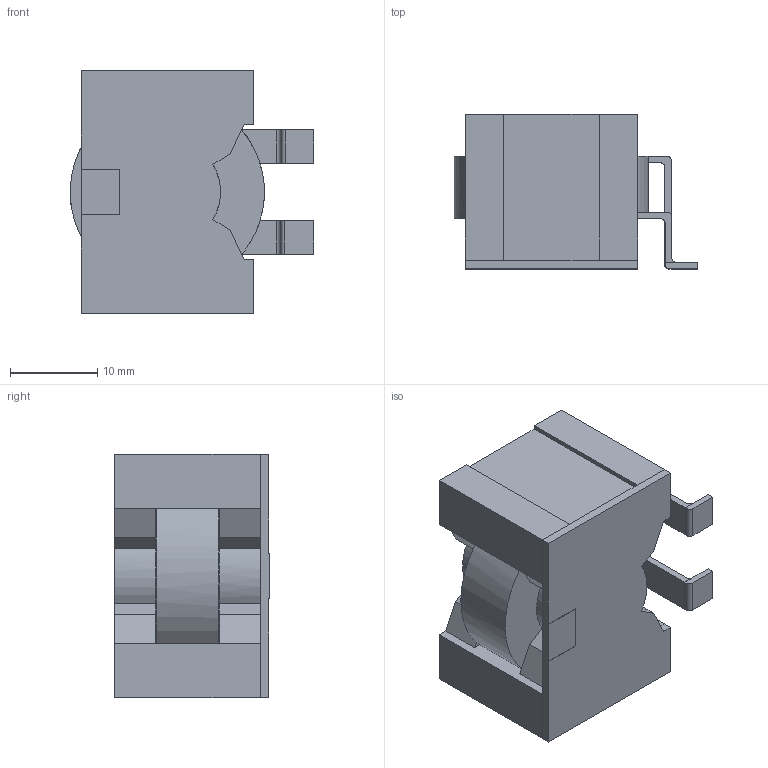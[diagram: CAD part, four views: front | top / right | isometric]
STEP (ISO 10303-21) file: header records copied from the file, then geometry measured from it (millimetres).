
FILE_DESCRIPTION (( 'STEP AP214' ), '1' );
FILE_NAME ('Coilcraft-SER2918H.STEP', '2016-05-31T11:53:01', ( 'Windows User' ), ( '' ), 'SwSTEP 2.0', 'SolidWorks 2016', '' );
FILE_SCHEMA (( 'AUTOMOTIVE_DESIGN' ));
Length unit declared in the file: millimetre
Products named in the file (1): Coilcraft-SER2918H
Bounding box: 27.94 x 17.78 x 27.9 mm (x, y, z)
Volume: 8782.5 mm3; surface area: 4279.1 mm2
Topology: 3 solids, 3 shells, 557 faces, 1427 edges, 906 vertices
Faces by surface type: plane 277, bspline 265, cylinder 15
Entity records: 25451 total; most frequent: CARTESIAN_POINT 13943, ORIENTED_EDGE 2854, EDGE_CURVE 1427, B_SPLINE_CURVE_WITH_KNOTS 1108, DIRECTION 910, VERTEX_POINT 906, EDGE_LOOP 591, ADVANCED_FACE 557
